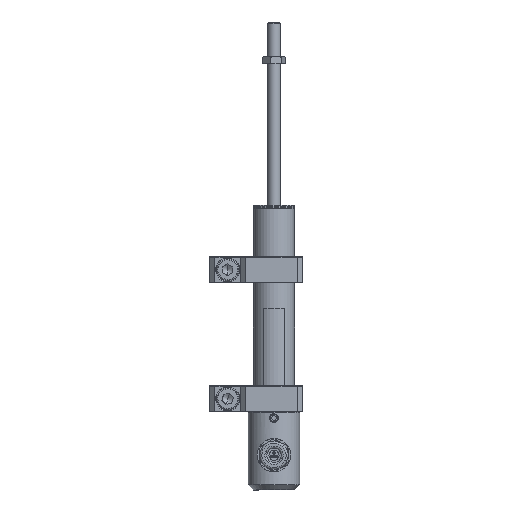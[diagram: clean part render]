
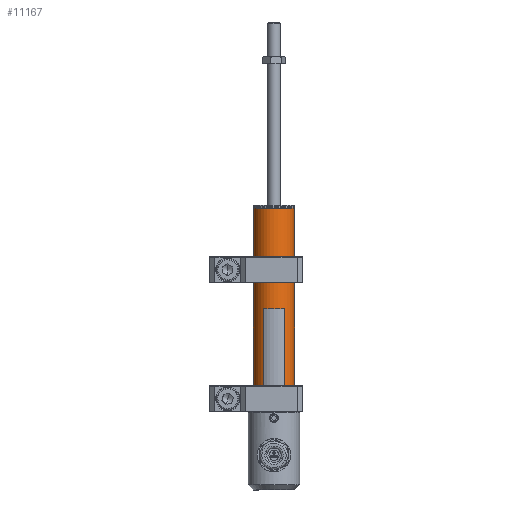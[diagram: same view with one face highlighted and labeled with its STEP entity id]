
A CAD part, front view. The second image highlights one B-rep face of the part: STEP entity #11167.
In plain terms, the highlighted cylindrical face has radius 8 mm (diameter 16 mm), a partial arc.
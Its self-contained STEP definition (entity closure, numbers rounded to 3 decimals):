
#4299 = CIRCLE ( 'NONE', #4358, 8. ) ;
#4316 = FACE_OUTER_BOUND ( 'NONE', #11156, .T. ) ;
#4328 = DIRECTION ( 'NONE',  ( 0., 0., -1. ) ) ;
#4329 = AXIS2_PLACEMENT_3D ( 'NONE', #4336, #4328, #4380 ) ;
#4330 = CYLINDRICAL_SURFACE ( 'NONE', #4365, 8. ) ;
#4336 = CARTESIAN_POINT ( 'NONE',  ( 0., 0., -0.15 ) ) ;
#4348 = CIRCLE ( 'NONE', #4329, 8. ) ;
#4356 = DIRECTION ( 'NONE',  ( -1., 0., 0. ) ) ;
#4357 = DIRECTION ( 'NONE',  ( 0., 0., 1. ) ) ;
#4358 = AXIS2_PLACEMENT_3D ( 'NONE', #4378, #4357, #4356 ) ;
#4359 = DIRECTION ( 'NONE',  ( 1., 0., 0. ) ) ;
#4360 = DIRECTION ( 'NONE',  ( 0., 0., 1. ) ) ;
#4364 = CARTESIAN_POINT ( 'NONE',  ( 0., 0., -88.7 ) ) ;
#4365 = AXIS2_PLACEMENT_3D ( 'NONE', #4364, #4360, #4359 ) ;
#4378 = CARTESIAN_POINT ( 'NONE',  ( 0., 0., -79.5 ) ) ;
#4380 = DIRECTION ( 'NONE',  ( 1., 0., 0. ) ) ;
#4593 = CARTESIAN_POINT ( 'NONE',  ( 8., 0., -0.15 ) ) ;
#4628 = DIRECTION ( 'NONE',  ( 0., 0., 1. ) ) ;
#4629 = VECTOR ( 'NONE', #4628, 1000. ) ;
#4630 = CARTESIAN_POINT ( 'NONE',  ( 8., 0., -88.7 ) ) ;
#4631 = LINE ( 'NONE', #4630, #4629 ) ;
#4633 = CARTESIAN_POINT ( 'NONE',  ( -8., 0., -79.5 ) ) ;
#4641 = DIRECTION ( 'NONE',  ( 0., 0., 1. ) ) ;
#4642 = VECTOR ( 'NONE', #4641, 1000. ) ;
#4643 = CARTESIAN_POINT ( 'NONE',  ( -8., 0., -88.7 ) ) ;
#4644 = LINE ( 'NONE', #4643, #4642 ) ;
#4657 = CARTESIAN_POINT ( 'NONE',  ( 8., 0., -79.5 ) ) ;
#4676 = CARTESIAN_POINT ( 'NONE',  ( -8., 0., -0.15 ) ) ;
#11156 = EDGE_LOOP ( 'NONE', ( #11169, #11161, #11162, #11211 ) ) ;
#11161 = ORIENTED_EDGE ( 'NONE', *, *, #11170, .T. ) ;
#11162 = ORIENTED_EDGE ( 'NONE', *, *, #11232, .T. ) ;
#11165 = EDGE_CURVE ( 'NONE', #11228, #11236, #4348, .T. ) ;
#11167 = ADVANCED_FACE ( 'NONE', ( #4316 ), #4330, .T. ) ;
#11169 = ORIENTED_EDGE ( 'NONE', *, *, #11227, .F. ) ;
#11170 = EDGE_CURVE ( 'NONE', #11240, #11243, #4299, .T. ) ;
#11211 = ORIENTED_EDGE ( 'NONE', *, *, #11165, .T. ) ;
#11227 = EDGE_CURVE ( 'NONE', #11240, #11236, #4644, .T. ) ;
#11228 = VERTEX_POINT ( 'NONE', #4593 ) ;
#11232 = EDGE_CURVE ( 'NONE', #11243, #11228, #4631, .T. ) ;
#11236 = VERTEX_POINT ( 'NONE', #4676 ) ;
#11240 = VERTEX_POINT ( 'NONE', #4633 ) ;
#11243 = VERTEX_POINT ( 'NONE', #4657 ) ;
